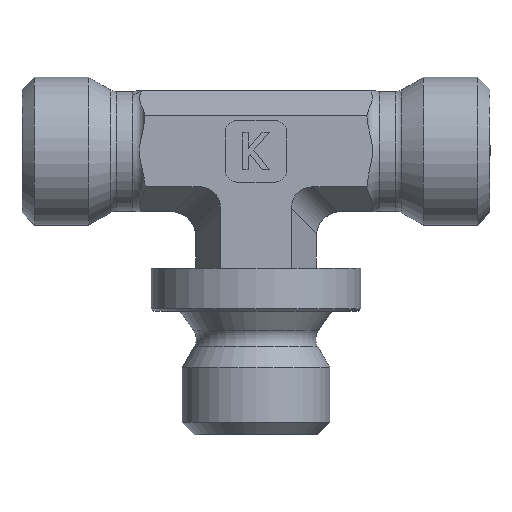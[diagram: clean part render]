
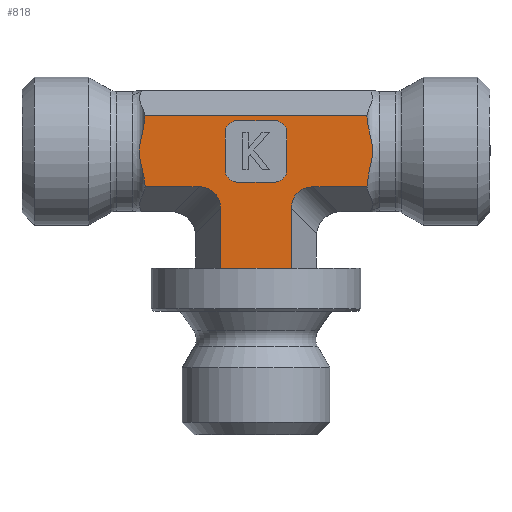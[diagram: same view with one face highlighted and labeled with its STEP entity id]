
A CAD part, left-side view. The second image highlights one B-rep face of the part: STEP entity #818.
In plain terms, the highlighted planar face has unit normal (-1, 0, 0).
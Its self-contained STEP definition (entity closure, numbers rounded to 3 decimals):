
#427=CARTESIAN_POINT('',(-24.885,18.547,6.613));
#428=VERTEX_POINT('',#427);
#440=CARTESIAN_POINT('',(-24.885,18.547,12.387));
#441=VERTEX_POINT('',#440);
#442=CARTESIAN_POINT('',(-24.885,18.547,12.387));
#443=CARTESIAN_POINT('',(-24.885,18.559,12.076));
#444=CARTESIAN_POINT('',(-24.885,18.612,11.732));
#445=CARTESIAN_POINT('',(-24.885,18.793,10.832));
#446=CARTESIAN_POINT('',(-24.885,19.017,10.121));
#447=CARTESIAN_POINT('',(-24.885,19.017,8.879));
#448=CARTESIAN_POINT('',(-24.885,18.793,8.168));
#449=CARTESIAN_POINT('',(-24.885,18.612,7.268));
#450=CARTESIAN_POINT('',(-24.885,18.559,6.924));
#451=CARTESIAN_POINT('',(-24.885,18.547,6.613));
#452=B_SPLINE_CURVE_WITH_KNOTS('',3,(#442,#443,#444,#445,#446,#447,#448,#449,#450,#451),.UNSPECIFIED.,.F.,.U.,(4,2,2,2,4),(0.706,0.795,0.981,1.167,1.256),.UNSPECIFIED.);
#453=EDGE_CURVE('',#441,#428,#452,.T.);
#638=CARTESIAN_POINT('',(-24.885,0.541,12.387));
#639=VERTEX_POINT('',#638);
#640=CARTESIAN_POINT('',(-24.885,18.547,12.387));
#641=DIRECTION('',(0.0,-1.0,0.0));
#642=VECTOR('',#641,18.006);
#643=LINE('',#640,#642);
#644=EDGE_CURVE('',#441,#639,#643,.T.);
#668=CARTESIAN_POINT('',(-24.885,6.657,0.0));
#669=DIRECTION('',(-1.0,0.0,0.0));
#670=DIRECTION('',(0.0,0.0,1.0));
#671=AXIS2_PLACEMENT_3D('',#668,#669,#670);
#672=PLANE('',#671);
#673=ORIENTED_EDGE('',*,*,#453,.T.);
#674=CARTESIAN_POINT('',(-24.885,14.163,6.613));
#675=VERTEX_POINT('',#674);
#676=CARTESIAN_POINT('',(-24.885,14.163,6.613));
#677=DIRECTION('',(0.0,1.0,0.0));
#678=VECTOR('',#677,4.384);
#679=LINE('',#676,#678);
#680=EDGE_CURVE('',#675,#428,#679,.T.);
#681=ORIENTED_EDGE('',*,*,#680,.F.);
#682=CARTESIAN_POINT('',(-24.885,12.431,4.881));
#683=VERTEX_POINT('',#682);
#684=CARTESIAN_POINT('',(-24.885,14.74,4.304));
#685=DIRECTION('',(-1.0,0.,0.));
#686=DIRECTION('',(0.,-0.707,0.707));
#687=AXIS2_PLACEMENT_3D('',#684,#685,#686);
#688=ELLIPSE('',#687,2.582,2.0);
#689=EDGE_CURVE('',#683,#675,#688,.T.);
#690=ORIENTED_EDGE('',*,*,#689,.F.);
#691=CARTESIAN_POINT('',(-24.885,12.431,0.0));
#692=VERTEX_POINT('',#691);
#693=CARTESIAN_POINT('',(-24.885,12.431,0.0));
#694=DIRECTION('',(0.0,0.0,1.0));
#695=VECTOR('',#694,4.881);
#696=LINE('',#693,#695);
#697=EDGE_CURVE('',#692,#683,#696,.T.);
#698=ORIENTED_EDGE('',*,*,#697,.F.);
#699=CARTESIAN_POINT('',(-24.885,6.657,0.0));
#700=VERTEX_POINT('',#699);
#701=CARTESIAN_POINT('',(-24.885,12.431,0.0));
#702=DIRECTION('',(0.0,-1.0,0.0));
#703=VECTOR('',#702,5.774);
#704=LINE('',#701,#703);
#705=EDGE_CURVE('',#692,#700,#704,.T.);
#706=ORIENTED_EDGE('',*,*,#705,.T.);
#707=CARTESIAN_POINT('',(-24.885,6.657,4.881));
#708=VERTEX_POINT('',#707);
#709=CARTESIAN_POINT('',(-24.885,6.657,0.0));
#710=DIRECTION('',(0.0,0.0,1.0));
#711=VECTOR('',#710,4.881);
#712=LINE('',#709,#711);
#713=EDGE_CURVE('',#700,#708,#712,.T.);
#714=ORIENTED_EDGE('',*,*,#713,.T.);
#715=CARTESIAN_POINT('',(-24.885,4.925,6.613));
#716=VERTEX_POINT('',#715);
#717=CARTESIAN_POINT('',(-24.885,4.348,4.304));
#718=DIRECTION('',(-1.0,0.,0.));
#719=DIRECTION('',(0.,0.707,0.707));
#720=AXIS2_PLACEMENT_3D('',#717,#718,#719);
#721=ELLIPSE('',#720,2.582,2.0);
#722=EDGE_CURVE('',#716,#708,#721,.T.);
#723=ORIENTED_EDGE('',*,*,#722,.F.);
#724=CARTESIAN_POINT('',(-24.885,0.541,6.613));
#725=VERTEX_POINT('',#724);
#726=CARTESIAN_POINT('',(-24.885,4.925,6.613));
#727=DIRECTION('',(0.0,-1.0,0.0));
#728=VECTOR('',#727,4.384);
#729=LINE('',#726,#728);
#730=EDGE_CURVE('',#716,#725,#729,.T.);
#731=ORIENTED_EDGE('',*,*,#730,.T.);
#732=CARTESIAN_POINT('',(-24.885,0.541,6.613));
#733=CARTESIAN_POINT('',(-24.885,0.529,6.924));
#734=CARTESIAN_POINT('',(-24.885,0.476,7.268));
#735=CARTESIAN_POINT('',(-24.885,0.295,8.168));
#736=CARTESIAN_POINT('',(-24.885,0.071,8.879));
#737=CARTESIAN_POINT('',(-24.885,0.071,10.121));
#738=CARTESIAN_POINT('',(-24.885,0.295,10.832));
#739=CARTESIAN_POINT('',(-24.885,0.476,11.732));
#740=CARTESIAN_POINT('',(-24.885,0.529,12.076));
#741=CARTESIAN_POINT('',(-24.885,0.541,12.387));
#742=B_SPLINE_CURVE_WITH_KNOTS('',3,(#732,#733,#734,#735,#736,#737,#738,#739,#740,#741),.UNSPECIFIED.,.F.,.U.,(4,2,2,2,4),(0.706,0.795,0.981,1.167,1.256),.UNSPECIFIED.);
#743=EDGE_CURVE('',#725,#639,#742,.T.);
#744=ORIENTED_EDGE('',*,*,#743,.T.);
#745=ORIENTED_EDGE('',*,*,#644,.F.);
#746=EDGE_LOOP('',(#673,#681,#690,#698,#706,#714,#723,#731,#744,#745));
#747=FACE_OUTER_BOUND('',#746,.T.);
#748=CARTESIAN_POINT('',(-24.885,11.044,12.));
#749=VERTEX_POINT('',#748);
#750=CARTESIAN_POINT('',(-24.885,8.044,12.));
#751=VERTEX_POINT('',#750);
#752=CARTESIAN_POINT('',(-24.885,11.044,12.));
#753=DIRECTION('',(0.0,-1.0,0.0));
#754=VECTOR('',#753,3.);
#755=LINE('',#752,#754);
#756=EDGE_CURVE('',#749,#751,#755,.T.);
#757=ORIENTED_EDGE('',*,*,#756,.T.);
#758=CARTESIAN_POINT('',(-24.885,7.044,11.0));
#759=VERTEX_POINT('',#758);
#760=CARTESIAN_POINT('',(-24.885,8.044,11.0));
#761=DIRECTION('',(-1.0,0.0,0.0));
#762=DIRECTION('',(0.0,-0.707,0.707));
#763=AXIS2_PLACEMENT_3D('',#760,#761,#762);
#764=CIRCLE('',#763,1.0);
#765=EDGE_CURVE('',#759,#751,#764,.T.);
#766=ORIENTED_EDGE('',*,*,#765,.F.);
#767=CARTESIAN_POINT('',(-24.885,7.044,8.));
#768=VERTEX_POINT('',#767);
#769=CARTESIAN_POINT('',(-24.885,7.044,11.0));
#770=DIRECTION('',(0.0,0.0,-1.0));
#771=VECTOR('',#770,3.);
#772=LINE('',#769,#771);
#773=EDGE_CURVE('',#759,#768,#772,.T.);
#774=ORIENTED_EDGE('',*,*,#773,.T.);
#775=CARTESIAN_POINT('',(-24.885,8.044,7.));
#776=VERTEX_POINT('',#775);
#777=CARTESIAN_POINT('',(-24.885,8.044,8.));
#778=DIRECTION('',(-1.0,0.0,0.0));
#779=DIRECTION('',(0.0,-0.707,-0.707));
#780=AXIS2_PLACEMENT_3D('',#777,#778,#779);
#781=CIRCLE('',#780,1.0);
#782=EDGE_CURVE('',#776,#768,#781,.T.);
#783=ORIENTED_EDGE('',*,*,#782,.F.);
#784=CARTESIAN_POINT('',(-24.885,11.044,7.));
#785=VERTEX_POINT('',#784);
#786=CARTESIAN_POINT('',(-24.885,8.044,7.));
#787=DIRECTION('',(0.0,1.0,0.0));
#788=VECTOR('',#787,3.);
#789=LINE('',#786,#788);
#790=EDGE_CURVE('',#776,#785,#789,.T.);
#791=ORIENTED_EDGE('',*,*,#790,.T.);
#792=CARTESIAN_POINT('',(-24.885,12.044,8.));
#793=VERTEX_POINT('',#792);
#794=CARTESIAN_POINT('',(-24.885,11.044,8.));
#795=DIRECTION('',(-1.0,0.0,0.0));
#796=DIRECTION('',(0.0,0.707,-0.707));
#797=AXIS2_PLACEMENT_3D('',#794,#795,#796);
#798=CIRCLE('',#797,1.0);
#799=EDGE_CURVE('',#793,#785,#798,.T.);
#800=ORIENTED_EDGE('',*,*,#799,.F.);
#801=CARTESIAN_POINT('',(-24.885,12.044,11.0));
#802=VERTEX_POINT('',#801);
#803=CARTESIAN_POINT('',(-24.885,12.044,8.));
#804=DIRECTION('',(0.0,0.0,1.0));
#805=VECTOR('',#804,3.);
#806=LINE('',#803,#805);
#807=EDGE_CURVE('',#793,#802,#806,.T.);
#808=ORIENTED_EDGE('',*,*,#807,.T.);
#809=CARTESIAN_POINT('',(-24.885,11.044,11.0));
#810=DIRECTION('',(-1.0,0.0,0.0));
#811=DIRECTION('',(0.0,0.707,0.707));
#812=AXIS2_PLACEMENT_3D('',#809,#810,#811);
#813=CIRCLE('',#812,1.0);
#814=EDGE_CURVE('',#749,#802,#813,.T.);
#815=ORIENTED_EDGE('',*,*,#814,.F.);
#816=EDGE_LOOP('',(#757,#766,#774,#783,#791,#800,#808,#815));
#817=FACE_BOUND('',#816,.T.);
#818=ADVANCED_FACE('',(#747,#817),#672,.T.);
